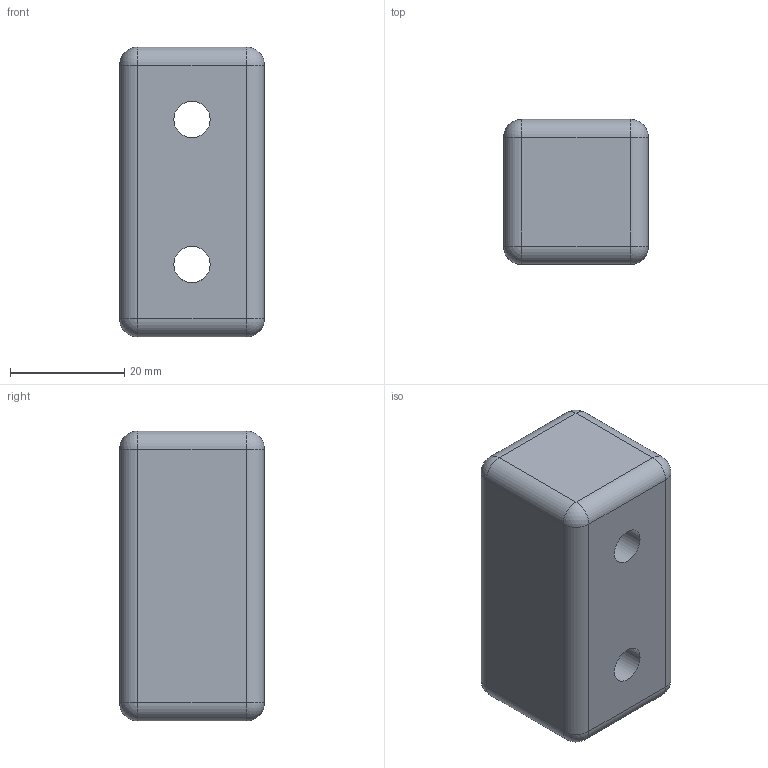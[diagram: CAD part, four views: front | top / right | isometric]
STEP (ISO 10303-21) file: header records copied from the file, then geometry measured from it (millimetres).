
FILE_DESCRIPTION(/* description */ (''),/* implementation_level */ '2;1');
FILE_NAME(/* name */ 'NHP-Chair_straw-mount.stp',/* time_stamp */ '2021-08-19T23:55:42-04:00',/* author */ ('saraz'),/* organization */ (''),/* preprocessor_version */ 'ST-DEVELOPER v18.1',/* originating_system */ 'Autodesk Inventor 2022',/* authorisation */ '');
FILE_SCHEMA (('AUTOMOTIVE_DESIGN { 1 0 10303 214 3 1 1 }'));
Length unit declared in the file: inch
Products named in the file (1): NHP-Chair_straw-mount
Bounding box: 25.4 x 25.4 x 50.8 mm (x, y, z)
Volume: 30238.6 mm3; surface area: 6860.1 mm2
Topology: 1 solids, 1 shells, 29 faces, 58 edges, 31 vertices
Faces by surface type: cylinder 15, sphere 8, plane 6
Full cylindrical faces by diameter (mm): 3.454 x1, 6.35 x2
Entity records: 822 total; most frequent: CARTESIAN_POINT 153, DIRECTION 145, ORIENTED_EDGE 116, AXIS2_PLACEMENT_3D 59, EDGE_CURVE 58, EDGE_LOOP 35, VERTEX_POINT 31, FACE_OUTER_BOUND 29
